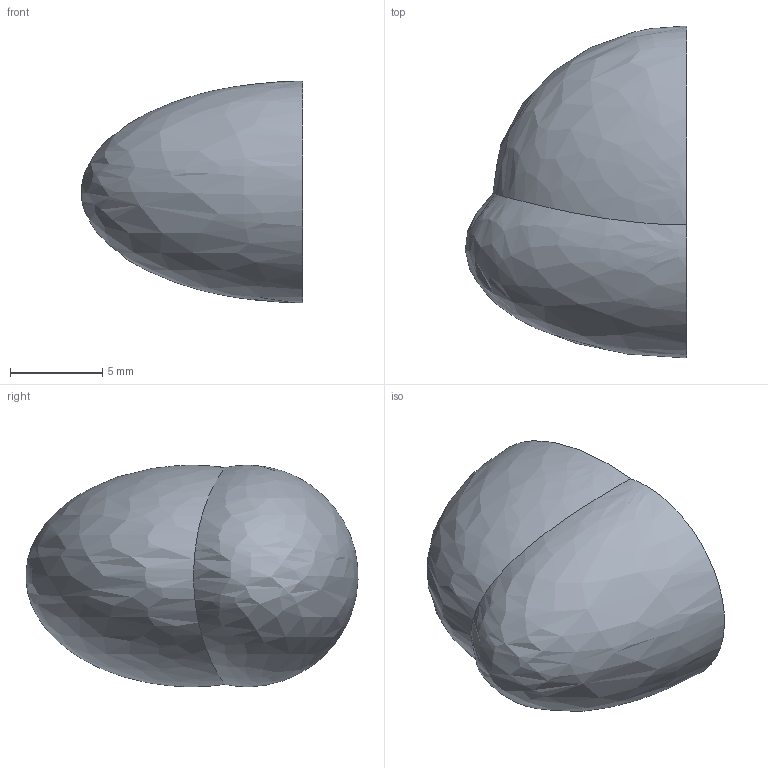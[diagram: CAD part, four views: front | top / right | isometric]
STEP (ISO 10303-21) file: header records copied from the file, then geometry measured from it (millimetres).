
FILE_DESCRIPTION(('FreeCAD Model'),'2;1');
FILE_NAME('biv_ref.step','2019-12-17T12:54:54',('Author'),(''), 'Open CASCADE STEP processor 7.0','FreeCAD','Unknown');
FILE_SCHEMA(('AUTOMOTIVE_DESIGN { 1 0 10303 214 1 1 1 1 }'));
Length unit declared in the file: millimetre
Products named in the file (1): Cut004
Bounding box: 11.99 x 17.99 x 12 mm (x, y, z)
Volume: 1016.3 mm3; surface area: 955.4 mm2
Topology: 1 solids, 1 shells, 6 faces, 18 edges, 10 vertices
Faces by surface type: bspline 5, plane 1
Entity records: 3936 total; most frequent: CARTESIAN_POINT 3740, B_SPLINE_CURVE_WITH_KNOTS 36, ORIENTED_EDGE 24, PCURVE 24, DEFINITIONAL_REPRESENTATION 24, EDGE_CURVE 12, SURFACE_CURVE 12, VERTEX_POINT 10
